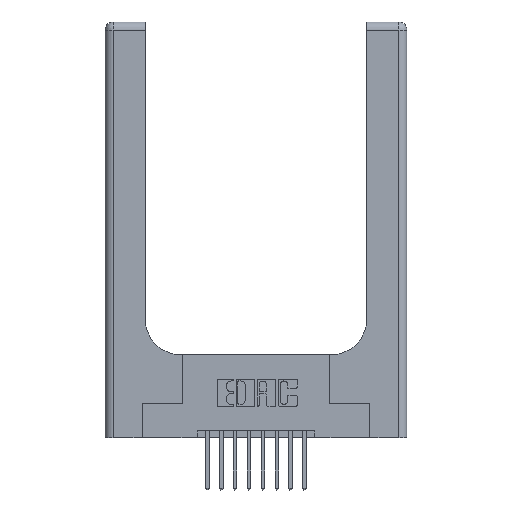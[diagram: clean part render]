
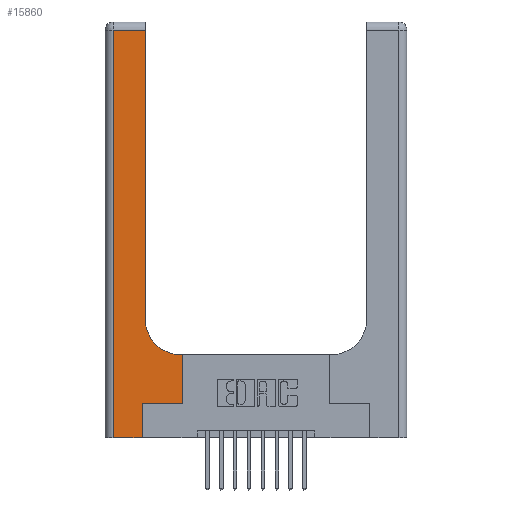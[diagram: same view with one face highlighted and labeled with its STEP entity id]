
A CAD part, top view. The second image highlights one B-rep face of the part: STEP entity #15860.
In plain terms, the highlighted planar face has unit normal (0, 0, 1).
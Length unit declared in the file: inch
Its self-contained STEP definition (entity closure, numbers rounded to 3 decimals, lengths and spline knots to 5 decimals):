
#96 = CARTESIAN_POINT ( 'NONE',  ( 0.06, 0., 0.37 ) ) ;
#864 = ORIENTED_EDGE ( 'NONE', *, *, #4297, .T. ) ;
#945 = CARTESIAN_POINT ( 'NONE',  ( 0.5585, 0.25, 0.37 ) ) ;
#1015 = EDGE_CURVE ( 'NONE', #1554, #1897, #1563, .T. ) ;
#1110 = LINE ( 'NONE', #4738, #4070 ) ;
#1554 = VERTEX_POINT ( 'NONE', #945 ) ;
#1563 = LINE ( 'NONE', #2257, #14040 ) ;
#1863 = ORIENTED_EDGE ( 'NONE', *, *, #15934, .T. ) ;
#1897 = VERTEX_POINT ( 'NONE', #14801 ) ;
#1898 = VERTEX_POINT ( 'NONE', #12175 ) ;
#2257 = CARTESIAN_POINT ( 'NONE',  ( 0.5585, 0.25, 0.37 ) ) ;
#2303 = CARTESIAN_POINT ( 'NONE',  ( 0.269, 0., 0.37 ) ) ;
#2372 = CARTESIAN_POINT ( 'NONE',  ( 0.269, 0.25, 0.37 ) ) ;
#2445 = CARTESIAN_POINT ( 'NONE',  ( 0., 2.94, 0.37 ) ) ;
#2776 = VECTOR ( 'NONE', #14864, 39.37008 ) ;
#2879 = FACE_OUTER_BOUND ( 'NONE', #6572, .T. ) ;
#3039 = CARTESIAN_POINT ( 'NONE',  ( 0.269, 0.25, 0.37 ) ) ;
#3054 = DIRECTION ( 'NONE',  ( -1., 0., 0. ) ) ;
#3099 = VERTEX_POINT ( 'NONE', #2372 ) ;
#3168 = VERTEX_POINT ( 'NONE', #96 ) ;
#3465 = ORIENTED_EDGE ( 'NONE', *, *, #12071, .T. ) ;
#3685 = CARTESIAN_POINT ( 'NONE',  ( 0.5415, 0.85, 0.37 ) ) ;
#4070 = VECTOR ( 'NONE', #13448, 39.37008 ) ;
#4297 = EDGE_CURVE ( 'NONE', #3168, #1898, #1110, .T. ) ;
#4341 = DIRECTION ( 'NONE',  ( 0., 1., 0. ) ) ;
#4641 = EDGE_CURVE ( 'NONE', #3099, #1554, #9976, .T. ) ;
#4738 = CARTESIAN_POINT ( 'NONE',  ( 0., 0., 0.37 ) ) ;
#4879 = VECTOR ( 'NONE', #12856, 39.37008 ) ;
#4935 = DIRECTION ( 'NONE',  ( 1., 0., 0. ) ) ;
#5074 = CARTESIAN_POINT ( 'NONE',  ( 0.5415, 0.6, 0.37 ) ) ;
#5288 = LINE ( 'NONE', #5391, #4879 ) ;
#5391 = CARTESIAN_POINT ( 'NONE',  ( 0.2915, 3., 0.37 ) ) ;
#5749 = ORIENTED_EDGE ( 'NONE', *, *, #10292, .T. ) ;
#6572 = EDGE_LOOP ( 'NONE', ( #5749, #15412, #6784, #864, #15258, #10698, #10331, #3465, #1863 ) ) ;
#6784 = ORIENTED_EDGE ( 'NONE', *, *, #14432, .T. ) ;
#6843 = DIRECTION ( 'NONE',  ( 1., 0., 0. ) ) ;
#7158 = VERTEX_POINT ( 'NONE', #12887 ) ;
#7355 = DIRECTION ( 'NONE',  ( 0., 1., 0. ) ) ;
#7860 = AXIS2_PLACEMENT_3D ( 'NONE', #10982, #15847, #8567 ) ;
#8023 = CIRCLE ( 'NONE', #8698, 0.25 ) ;
#8091 = CARTESIAN_POINT ( 'NONE',  ( 0.2915, 0.6, 0.37 ) ) ;
#8367 = LINE ( 'NONE', #8091, #11232 ) ;
#8567 = DIRECTION ( 'NONE',  ( -1., 0., 0. ) ) ;
#8698 = AXIS2_PLACEMENT_3D ( 'NONE', #3685, #12444, #4935 ) ;
#9100 = VERTEX_POINT ( 'NONE', #5074 ) ;
#9468 = LINE ( 'NONE', #2445, #2776 ) ;
#9483 = VERTEX_POINT ( 'NONE', #15920 ) ;
#9976 = LINE ( 'NONE', #3039, #16050 ) ;
#10292 = EDGE_CURVE ( 'NONE', #9483, #14833, #5288, .T. ) ;
#10331 = ORIENTED_EDGE ( 'NONE', *, *, #1015, .T. ) ;
#10698 = ORIENTED_EDGE ( 'NONE', *, *, #4641, .T. ) ;
#10778 = VECTOR ( 'NONE', #15472, 39.37008 ) ;
#10982 = CARTESIAN_POINT ( 'NONE',  ( 0., 3., 0.37 ) ) ;
#11232 = VECTOR ( 'NONE', #3054, 39.37008 ) ;
#11827 = CARTESIAN_POINT ( 'NONE',  ( 0.06, 3., 0.37 ) ) ;
#12071 = EDGE_CURVE ( 'NONE', #1897, #9100, #8367, .T. ) ;
#12175 = CARTESIAN_POINT ( 'NONE',  ( 0.269, 0., 0.37 ) ) ;
#12444 = DIRECTION ( 'NONE',  ( 0., 0., -1. ) ) ;
#12473 = VECTOR ( 'NONE', #7355, 39.37008 ) ;
#12856 = DIRECTION ( 'NONE',  ( 0., 1., 0. ) ) ;
#12887 = CARTESIAN_POINT ( 'NONE',  ( 0.06, 2.94, 0.37 ) ) ;
#12913 = EDGE_CURVE ( 'NONE', #14833, #7158, #9468, .T. ) ;
#13436 = PLANE ( 'NONE',  #7860 ) ;
#13448 = DIRECTION ( 'NONE',  ( 1., 0., 0. ) ) ;
#14017 = LINE ( 'NONE', #11827, #10778 ) ;
#14040 = VECTOR ( 'NONE', #4341, 39.37008 ) ;
#14039 = CARTESIAN_POINT ( 'NONE',  ( 0.2915, 2.94, 0.37 ) ) ;
#14432 = EDGE_CURVE ( 'NONE', #7158, #3168, #14017, .T. ) ;
#14801 = CARTESIAN_POINT ( 'NONE',  ( 0.5585, 0.6, 0.37 ) ) ;
#14833 = VERTEX_POINT ( 'NONE', #14039 ) ;
#14864 = DIRECTION ( 'NONE',  ( -1., 0., 0. ) ) ;
#14922 = LINE ( 'NONE', #2303, #12473 ) ;
#15258 = ORIENTED_EDGE ( 'NONE', *, *, #15903, .T. ) ;
#15412 = ORIENTED_EDGE ( 'NONE', *, *, #12913, .T. ) ;
#15472 = DIRECTION ( 'NONE',  ( 0., -1., 0. ) ) ;
#15847 = DIRECTION ( 'NONE',  ( 0., 0., -1. ) ) ;
#15860 = ADVANCED_FACE ( 'NONE', ( #2879 ), #13436, .F. ) ;
#15903 = EDGE_CURVE ( 'NONE', #1898, #3099, #14922, .T. ) ;
#15920 = CARTESIAN_POINT ( 'NONE',  ( 0.2915, 0.85, 0.37 ) ) ;
#15934 = EDGE_CURVE ( 'NONE', #9100, #9483, #8023, .T. ) ;
#16050 = VECTOR ( 'NONE', #6843, 39.37008 ) ;
